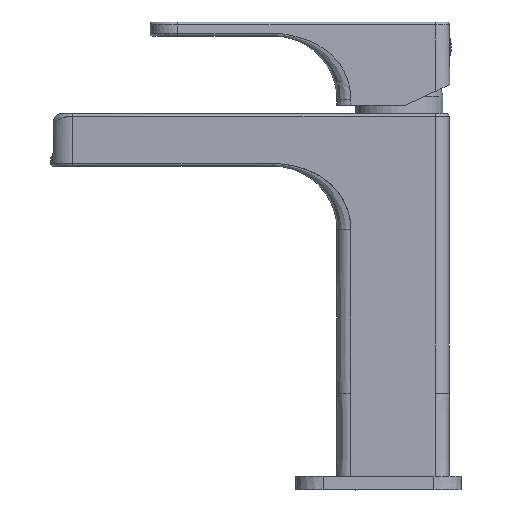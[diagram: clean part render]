
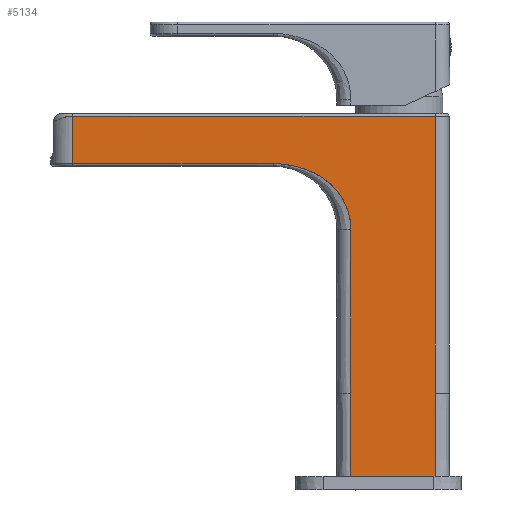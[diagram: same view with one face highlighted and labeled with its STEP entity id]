
A CAD part, left-side view. The second image highlights one B-rep face of the part: STEP entity #5134.
In plain terms, the highlighted planar face has unit normal (-1, 0, 0).
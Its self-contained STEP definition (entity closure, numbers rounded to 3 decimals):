
#5040=CARTESIAN_POINT('Axis2P3D Location',(-18.,0.,0.)) ;
#5045=CARTESIAN_POINT('Line Origine',(-18.,2.25,-30.)) ;
#5049=CARTESIAN_POINT('Vertex',(-18.,17.5,-30.)) ;
#5051=CARTESIAN_POINT('Vertex',(-18.,-13.,-30.)) ;
#5054=CARTESIAN_POINT('Line Origine',(-18.,-13.,-15.)) ;
#5058=CARTESIAN_POINT('Vertex',(-18.,-13.,0.)) ;
#5061=CARTESIAN_POINT('Line Origine',(-18.,-13.,50.)) ;
#5065=CARTESIAN_POINT('Vertex',(-18.,-13.,100.)) ;
#5068=CARTESIAN_POINT('Line Origine',(-18.,52.5,100.)) ;
#5072=CARTESIAN_POINT('Vertex',(-18.,118.,100.)) ;
#5075=CARTESIAN_POINT('Line Origine',(-18.,118.,91.5)) ;
#5079=CARTESIAN_POINT('Vertex',(-18.,118.,83.)) ;
#5082=CARTESIAN_POINT('Line Origine',(-18.,81.75,83.)) ;
#5086=CARTESIAN_POINT('Vertex',(-18.,45.5,83.)) ;
#5090=CARTESIAN_POINT('Control Point',(-18.,17.5,59.)) ;
#5091=CARTESIAN_POINT('Control Point',(-18.,17.5,60.596)) ;
#5092=CARTESIAN_POINT('Control Point',(-18.,17.615,62.198)) ;
#5093=CARTESIAN_POINT('Control Point',(-18.,17.881,63.797)) ;
#5094=CARTESIAN_POINT('Control Point',(-18.,18.778,67.134)) ;
#5095=CARTESIAN_POINT('Control Point',(-18.,20.34,70.236)) ;
#5096=CARTESIAN_POINT('Control Point',(-18.,21.347,71.791)) ;
#5097=CARTESIAN_POINT('Control Point',(-18.,23.762,74.792)) ;
#5098=CARTESIAN_POINT('Control Point',(-18.,26.726,77.247)) ;
#5099=CARTESIAN_POINT('Control Point',(-18.,28.388,78.364)) ;
#5100=CARTESIAN_POINT('Control Point',(-18.,31.65,80.142)) ;
#5101=CARTESIAN_POINT('Control Point',(-18.,35.122,81.386)) ;
#5102=CARTESIAN_POINT('Control Point',(-18.,36.749,81.85)) ;
#5103=CARTESIAN_POINT('Control Point',(-18.,39.483,82.47)) ;
#5104=CARTESIAN_POINT('Control Point',(-18.,42.236,82.835)) ;
#5105=CARTESIAN_POINT('Control Point',(-18.,43.325,82.939)) ;
#5106=CARTESIAN_POINT('Control Point',(-18.,44.415,83.)) ;
#5107=CARTESIAN_POINT('Control Point',(-18.,45.5,83.)) ;
#5108=CARTESIAN_POINT('Vertex',(-18.,17.5,59.)) ;
#5111=CARTESIAN_POINT('Line Origine',(-18.,17.5,29.5)) ;
#5115=CARTESIAN_POINT('Vertex',(-18.,17.5,0.)) ;
#5118=CARTESIAN_POINT('Line Origine',(-18.,17.5,-15.)) ;
#5047=VECTOR('Line Direction',#5046,1.) ;
#5056=VECTOR('Line Direction',#5055,1.) ;
#5063=VECTOR('Line Direction',#5062,1.) ;
#5070=VECTOR('Line Direction',#5069,1.) ;
#5077=VECTOR('Line Direction',#5076,1.) ;
#5084=VECTOR('Line Direction',#5083,1.) ;
#5113=VECTOR('Line Direction',#5112,1.) ;
#5120=VECTOR('Line Direction',#5119,1.) ;
#5041=DIRECTION('Axis2P3D Direction',(1.,0.,0.)) ;
#5042=DIRECTION('Axis2P3D XDirection',(0.,1.,0.)) ;
#5046=DIRECTION('Vector Direction',(0.,1.,0.)) ;
#5055=DIRECTION('Vector Direction',(0.,0.,1.)) ;
#5062=DIRECTION('Vector Direction',(0.,0.,1.)) ;
#5069=DIRECTION('Vector Direction',(0.,-1.,0.)) ;
#5076=DIRECTION('Vector Direction',(0.,0.,1.)) ;
#5083=DIRECTION('Vector Direction',(0.,1.,0.)) ;
#5112=DIRECTION('Vector Direction',(0.,0.,1.)) ;
#5119=DIRECTION('Vector Direction',(0.,0.,1.)) ;
#5043=AXIS2_PLACEMENT_3D('Plane Axis2P3D',#5040,#5041,#5042) ;
#5048=LINE('Line',#5045,#5047) ;
#5057=LINE('Line',#5054,#5056) ;
#5064=LINE('Line',#5061,#5063) ;
#5071=LINE('Line',#5068,#5070) ;
#5078=LINE('Line',#5075,#5077) ;
#5085=LINE('Line',#5082,#5084) ;
#5114=LINE('Line',#5111,#5113) ;
#5121=LINE('Line',#5118,#5120) ;
#5044=PLANE('',#5043) ;
#5053=EDGE_CURVE('',#5050,#5052,#5048,.F.) ;
#5060=EDGE_CURVE('',#5052,#5059,#5057,.T.) ;
#5067=EDGE_CURVE('',#5059,#5066,#5064,.T.) ;
#5074=EDGE_CURVE('',#5066,#5073,#5071,.F.) ;
#5081=EDGE_CURVE('',#5073,#5080,#5078,.F.) ;
#5088=EDGE_CURVE('',#5080,#5087,#5085,.F.) ;
#5110=EDGE_CURVE('',#5087,#5109,#5089,.F.) ;
#5117=EDGE_CURVE('',#5109,#5116,#5114,.F.) ;
#5122=EDGE_CURVE('',#5116,#5050,#5121,.F.) ;
#5124=ORIENTED_EDGE('',*,*,#5053,.T.) ;
#5125=ORIENTED_EDGE('',*,*,#5060,.T.) ;
#5126=ORIENTED_EDGE('',*,*,#5067,.T.) ;
#5127=ORIENTED_EDGE('',*,*,#5074,.T.) ;
#5128=ORIENTED_EDGE('',*,*,#5081,.T.) ;
#5129=ORIENTED_EDGE('',*,*,#5088,.T.) ;
#5130=ORIENTED_EDGE('',*,*,#5110,.T.) ;
#5131=ORIENTED_EDGE('',*,*,#5117,.T.) ;
#5132=ORIENTED_EDGE('',*,*,#5122,.T.) ;
#5123=EDGE_LOOP('',(#5124,#5125,#5126,#5127,#5128,#5129,#5130,#5131,#5132)) ;
#5050=VERTEX_POINT('',#5049) ;
#5052=VERTEX_POINT('',#5051) ;
#5059=VERTEX_POINT('',#5058) ;
#5066=VERTEX_POINT('',#5065) ;
#5073=VERTEX_POINT('',#5072) ;
#5080=VERTEX_POINT('',#5079) ;
#5087=VERTEX_POINT('',#5086) ;
#5109=VERTEX_POINT('',#5108) ;
#5116=VERTEX_POINT('',#5115) ;
#5134=ADVANCED_FACE('Superficie.382',(#5133),#5044,.F.) ;
#5089=B_SPLINE_CURVE_WITH_KNOTS('',5,(#5090,#5091,#5092,#5093,#5094,#5095,#5096,#5097,#5098,#5099,#5100,#5101,#5102,#5103,#5104,#5105,#5106,#5107),.UNSPECIFIED.,.F.,.U.,(6,3,3,3,3,6),(0.,11.333,24.199,38.184,50.287,58.207),.UNSPECIFIED.) ;
#5133=FACE_OUTER_BOUND('',#5123,.T.) ;
